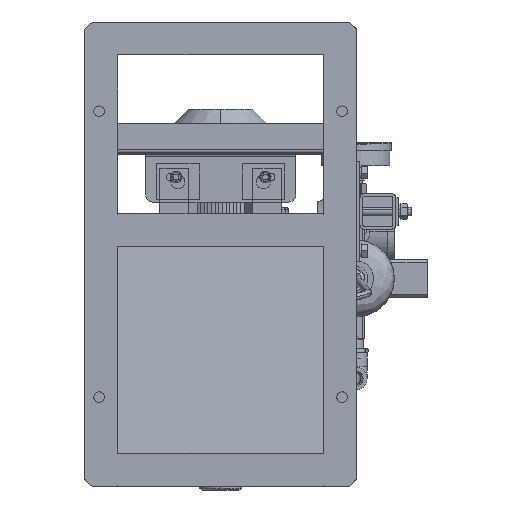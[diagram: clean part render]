
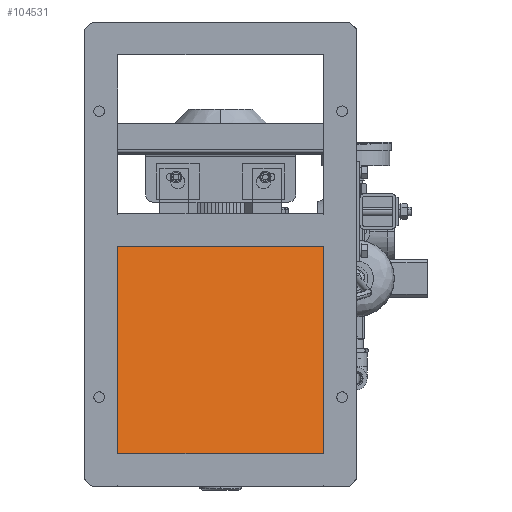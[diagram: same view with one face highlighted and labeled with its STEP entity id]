
A CAD part, front view. The second image highlights one B-rep face of the part: STEP entity #104531.
In plain terms, the highlighted planar face has unit normal (0, -0.985, 0.17).
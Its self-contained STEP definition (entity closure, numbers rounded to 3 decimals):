
#2096 = VECTOR ( 'NONE', #71188, 1000. ) ;
#3747 = CARTESIAN_POINT ( 'NONE',  ( -144., -252.985, -78.657 ) ) ;
#7422 = VERTEX_POINT ( 'NONE', #66497 ) ;
#10723 = DIRECTION ( 'NONE',  ( 0., -0.17, -0.985 ) ) ;
#11036 = EDGE_LOOP ( 'NONE', ( #11937, #14363, #36126, #45308 ) ) ;
#11937 = ORIENTED_EDGE ( 'NONE', *, *, #101168, .T. ) ;
#14363 = ORIENTED_EDGE ( 'NONE', *, *, #58357, .T. ) ;
#15326 = AXIS2_PLACEMENT_3D ( 'NONE', #19066, #67437, #18361 ) ;
#15396 = CARTESIAN_POINT ( 'NONE',  ( 144., -202.985, 211. ) ) ;
#18361 = DIRECTION ( 'NONE',  ( 0., 0.17, 0.985 ) ) ;
#18941 = VERTEX_POINT ( 'NONE', #54807 ) ;
#19066 = CARTESIAN_POINT ( 'NONE',  ( 144., -252.985, -78.657 ) ) ;
#29959 = VERTEX_POINT ( 'NONE', #15396 ) ;
#31519 = EDGE_CURVE ( 'NONE', #7422, #18941, #103102, .T. ) ;
#32391 = CARTESIAN_POINT ( 'NONE',  ( 144., -252.985, -78.657 ) ) ;
#34145 = VECTOR ( 'NONE', #10723, 1000. ) ;
#35609 = LINE ( 'NONE', #43611, #92432 ) ;
#36126 = ORIENTED_EDGE ( 'NONE', *, *, #31519, .F. ) ;
#43611 = CARTESIAN_POINT ( 'NONE',  ( 144., -202.985, 211. ) ) ;
#45308 = ORIENTED_EDGE ( 'NONE', *, *, #102166, .F. ) ;
#52965 = CARTESIAN_POINT ( 'NONE',  ( -144., -202.985, 211. ) ) ;
#54367 = FACE_OUTER_BOUND ( 'NONE', #11036, .T. ) ;
#54807 = CARTESIAN_POINT ( 'NONE',  ( -144., -252.985, -78.657 ) ) ;
#58357 = EDGE_CURVE ( 'NONE', #101289, #18941, #97693, .T. ) ;
#60202 = DIRECTION ( 'NONE',  ( -1., 0., 0. ) ) ;
#65563 = DIRECTION ( 'NONE',  ( -1., 0., 0. ) ) ;
#66497 = CARTESIAN_POINT ( 'NONE',  ( 144., -252.985, -78.657 ) ) ;
#67437 = DIRECTION ( 'NONE',  ( 0., 0.985, -0.17 ) ) ;
#71188 = DIRECTION ( 'NONE',  ( 0., -0.17, -0.985 ) ) ;
#76387 = CARTESIAN_POINT ( 'NONE',  ( 144., -252.985, -78.657 ) ) ;
#81170 = VECTOR ( 'NONE', #65563, 1000. ) ;
#84056 = PLANE ( 'NONE',  #15326 ) ;
#90970 = LINE ( 'NONE', #76387, #34145 ) ;
#92432 = VECTOR ( 'NONE', #60202, 1000. ) ;
#97693 = LINE ( 'NONE', #3747, #2096 ) ;
#101168 = EDGE_CURVE ( 'NONE', #29959, #101289, #35609, .T. ) ;
#101289 = VERTEX_POINT ( 'NONE', #52965 ) ;
#102166 = EDGE_CURVE ( 'NONE', #29959, #7422, #90970, .T. ) ;
#103102 = LINE ( 'NONE', #32391, #81170 ) ;
#104531 = ADVANCED_FACE ( 'NONE', ( #54367 ), #84056, .F. ) ;
